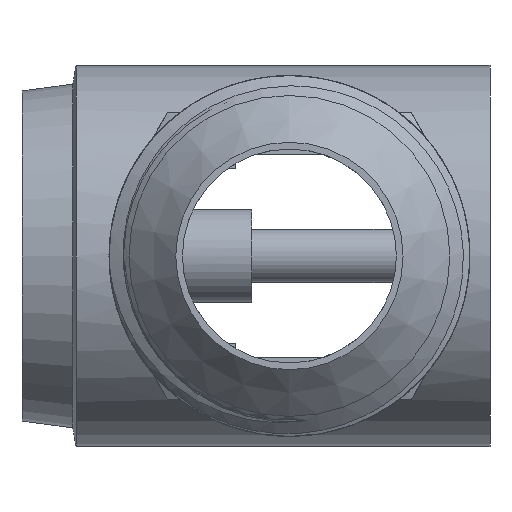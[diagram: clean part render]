
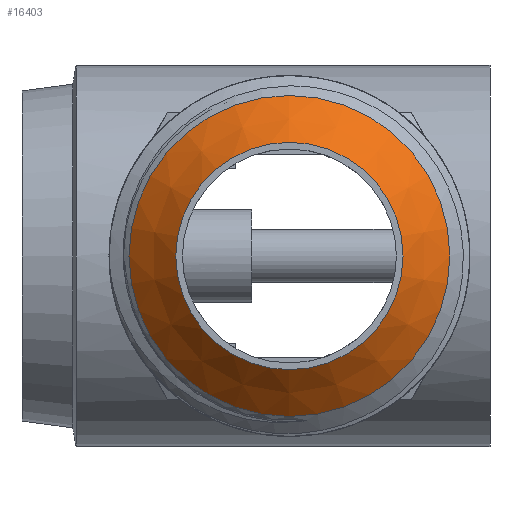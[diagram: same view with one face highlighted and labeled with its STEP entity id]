
A CAD part, left-side view. The second image highlights one B-rep face of the part: STEP entity #16403.
In plain terms, the highlighted conical face has half-angle 45 degrees and reference radius 8.5 mm.
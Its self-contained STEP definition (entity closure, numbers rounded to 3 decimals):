
#445=CONICAL_SURFACE('',#17332,8.5,0.785);
#1689=FACE_OUTER_BOUND('',#2556,.T.);
#2556=EDGE_LOOP('',(#10775,#10776,#10777,#10778,#10779,#10780));
#3491=LINE('',#21710,#5020);
#5020=VECTOR('',#18072,8.5);
#6552=CIRCLE('',#17328,12.);
#6553=CIRCLE('',#17329,12.);
#6556=CIRCLE('',#17333,8.5);
#6557=CIRCLE('',#17334,8.5);
#6710=VERTEX_POINT('',#21699);
#6711=VERTEX_POINT('',#21700);
#6714=VERTEX_POINT('',#21709);
#6715=VERTEX_POINT('',#21711);
#8336=EDGE_CURVE('',#6710,#6711,#6552,.T.);
#8337=EDGE_CURVE('',#6711,#6710,#6553,.T.);
#8341=EDGE_CURVE('',#6710,#6714,#3491,.T.);
#8342=EDGE_CURVE('',#6715,#6714,#6556,.T.);
#8343=EDGE_CURVE('',#6714,#6715,#6557,.T.);
#10775=ORIENTED_EDGE('',*,*,#8336,.T.);
#10776=ORIENTED_EDGE('',*,*,#8337,.T.);
#10777=ORIENTED_EDGE('',*,*,#8341,.T.);
#10778=ORIENTED_EDGE('',*,*,#8342,.F.);
#10779=ORIENTED_EDGE('',*,*,#8343,.F.);
#10780=ORIENTED_EDGE('',*,*,#8341,.F.);
#16403=ADVANCED_FACE('',(#1689),#445,.T.);
#17328=AXIS2_PLACEMENT_3D('',#21701,#18061,#18062);
#17329=AXIS2_PLACEMENT_3D('',#21702,#18063,#18064);
#17332=AXIS2_PLACEMENT_3D('',#21708,#18070,#18071);
#17333=AXIS2_PLACEMENT_3D('',#21712,#18073,#18074);
#17334=AXIS2_PLACEMENT_3D('',#21713,#18075,#18076);
#18061=DIRECTION('center_axis',(-1.,0.,0.));
#18062=DIRECTION('ref_axis',(0.,0.,1.));
#18063=DIRECTION('center_axis',(-1.,0.,0.));
#18064=DIRECTION('ref_axis',(0.,0.,1.));
#18070=DIRECTION('center_axis',(1.,0.,0.));
#18071=DIRECTION('ref_axis',(0.,0.,-1.));
#18072=DIRECTION('',(-0.707,0.,-0.707));
#18073=DIRECTION('center_axis',(-1.,0.,0.));
#18074=DIRECTION('ref_axis',(0.,0.,1.));
#18075=DIRECTION('center_axis',(-1.,0.,0.));
#18076=DIRECTION('ref_axis',(0.,0.,1.));
#21699=CARTESIAN_POINT('',(-78.836,23.219,58.267));
#21700=CARTESIAN_POINT('',(-78.836,23.219,34.267));
#21701=CARTESIAN_POINT('Origin',(-78.836,23.219,46.267));
#21702=CARTESIAN_POINT('Origin',(-78.836,23.219,46.267));
#21708=CARTESIAN_POINT('Origin',(-82.336,23.219,46.267));
#21709=CARTESIAN_POINT('',(-82.336,23.219,54.767));
#21710=CARTESIAN_POINT('',(-82.336,23.219,54.767));
#21711=CARTESIAN_POINT('',(-82.336,23.219,37.767));
#21712=CARTESIAN_POINT('Origin',(-82.336,23.219,46.267));
#21713=CARTESIAN_POINT('Origin',(-82.336,23.219,46.267));
